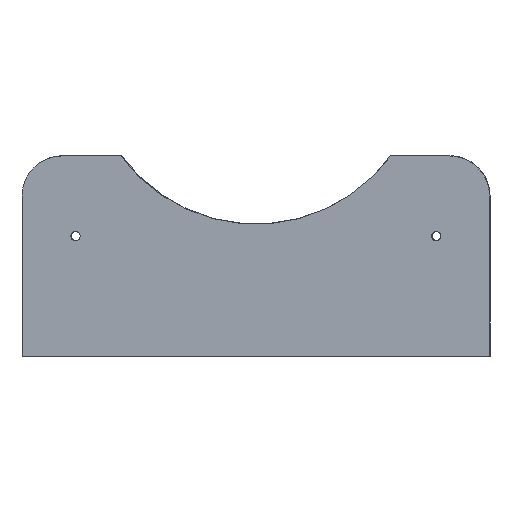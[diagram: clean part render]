
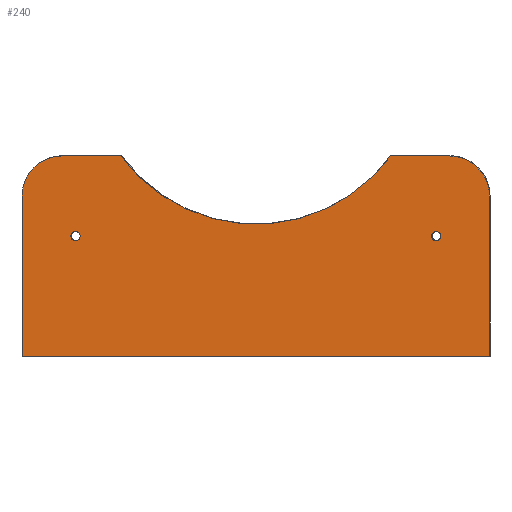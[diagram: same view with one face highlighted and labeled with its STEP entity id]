
A CAD part, front view. The second image highlights one B-rep face of the part: STEP entity #240.
In plain terms, the highlighted planar face has unit normal (0, -1, 0).
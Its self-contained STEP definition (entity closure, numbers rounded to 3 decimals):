
#240=ADVANCED_FACE('',(#442,#444,#446),#448,.F.);
#442=FACE_BOUND('',#443,.T.);
#443=EDGE_LOOP('',(#577,#578,#579,#580,#581,#582,#583,#584));
#444=FACE_BOUND('',#445,.T.);
#445=EDGE_LOOP('',(#585));
#446=FACE_BOUND('',#447,.T.);
#447=EDGE_LOOP('',(#586));
#448=PLANE('',#449);
#449=AXIS2_PLACEMENT_3D('',#450,#451,#452);
#450=CARTESIAN_POINT('',(0.,0.,0.));
#451=DIRECTION('',(0.,1.,0.));
#452=DIRECTION('',(-1.,0.,0.));
#577=ORIENTED_EDGE('',*,*,#655,.T.);
#578=ORIENTED_EDGE('',*,*,#656,.F.);
#579=ORIENTED_EDGE('',*,*,#657,.F.);
#580=ORIENTED_EDGE('',*,*,#658,.F.);
#581=ORIENTED_EDGE('',*,*,#659,.F.);
#582=ORIENTED_EDGE('',*,*,#660,.F.);
#583=ORIENTED_EDGE('',*,*,#661,.F.);
#584=ORIENTED_EDGE('',*,*,#662,.F.);
#585=ORIENTED_EDGE('',*,*,#642,.T.);
#586=ORIENTED_EDGE('',*,*,#640,.T.);
#640=EDGE_CURVE('',#705,#705,#706,.F.);
#642=EDGE_CURVE('',#709,#709,#710,.F.);
#655=EDGE_CURVE('',#735,#736,#737,.T.);
#656=EDGE_CURVE('',#738,#736,#739,.T.);
#657=EDGE_CURVE('',#740,#738,#741,.F.);
#658=EDGE_CURVE('',#742,#740,#743,.T.);
#659=EDGE_CURVE('',#744,#742,#745,.T.);
#660=EDGE_CURVE('',#746,#744,#747,.T.);
#661=EDGE_CURVE('',#748,#746,#749,.F.);
#662=EDGE_CURVE('',#735,#748,#750,.T.);
#705=VERTEX_POINT('',#844);
#706=CIRCLE('',#845,3.5);
#709=VERTEX_POINT('',#854);
#710=CIRCLE('',#855,3.5);
#735=VERTEX_POINT('',#914);
#736=VERTEX_POINT('',#915);
#737=CIRCLE('',#916,125.366);
#738=VERTEX_POINT('',#920);
#739=LINE('',#921,#922);
#740=VERTEX_POINT('',#924);
#741=CIRCLE('',#925,30.);
#742=VERTEX_POINT('',#929);
#743=LINE('',#930,#931);
#744=VERTEX_POINT('',#933);
#745=LINE('',#934,#935);
#746=VERTEX_POINT('',#937);
#747=LINE('',#938,#939);
#748=VERTEX_POINT('',#941);
#749=CIRCLE('',#942,30.);
#750=LINE('',#946,#947);
#844=CARTESIAN_POINT('',(-138.5,0.,15.));
#845=AXIS2_PLACEMENT_3D('',#846,#847,#848);
#846=CARTESIAN_POINT('',(-135.,0.,15.));
#847=DIRECTION('',(0.,-1.,0.));
#848=DIRECTION('',(1.,0.,0.));
#854=CARTESIAN_POINT('',(131.5,0.,15.));
#855=AXIS2_PLACEMENT_3D('',#856,#857,#858);
#856=CARTESIAN_POINT('',(135.,0.,15.));
#857=DIRECTION('',(0.,-1.,0.));
#858=DIRECTION('',(1.,0.,0.));
#914=CARTESIAN_POINT('',(100.984,0.,75.));
#915=CARTESIAN_POINT('',(-100.984,0.,75.));
#916=AXIS2_PLACEMENT_3D('',#917,#918,#919);
#917=CARTESIAN_POINT('',(0.,0.,149.288));
#918=DIRECTION('',(0.,1.,0.));
#919=DIRECTION('',(0.806,0.,-0.593));
#920=CARTESIAN_POINT('',(-145.,0.,75.));
#921=CARTESIAN_POINT('',(-145.,0.,75.));
#922=VECTOR('',#923,1.);
#923=DIRECTION('',(1.,0.,0.));
#924=CARTESIAN_POINT('',(-175.,0.,45.));
#925=AXIS2_PLACEMENT_3D('',#926,#927,#928);
#926=CARTESIAN_POINT('',(-145.,0.,45.));
#927=DIRECTION('',(0.,-1.,0.));
#928=DIRECTION('',(0.,0.,1.));
#929=CARTESIAN_POINT('',(-175.,0.,-75.));
#930=CARTESIAN_POINT('',(-175.,0.,-75.));
#931=VECTOR('',#932,1.);
#932=DIRECTION('',(0.,0.,1.));
#933=CARTESIAN_POINT('',(175.,0.,-75.));
#934=CARTESIAN_POINT('',(175.,0.,-75.));
#935=VECTOR('',#936,1.);
#936=DIRECTION('',(-1.,0.,0.));
#937=CARTESIAN_POINT('',(175.,0.,45.));
#938=CARTESIAN_POINT('',(175.,0.,45.));
#939=VECTOR('',#940,1.);
#940=DIRECTION('',(0.,0.,-1.));
#941=CARTESIAN_POINT('',(145.,0.,75.));
#942=AXIS2_PLACEMENT_3D('',#943,#944,#945);
#943=CARTESIAN_POINT('',(145.,0.,45.));
#944=DIRECTION('',(0.,-1.,0.));
#945=DIRECTION('',(1.,0.,0.));
#946=CARTESIAN_POINT('',(100.984,0.,75.));
#947=VECTOR('',#948,1.);
#948=DIRECTION('',(1.,0.,0.));
